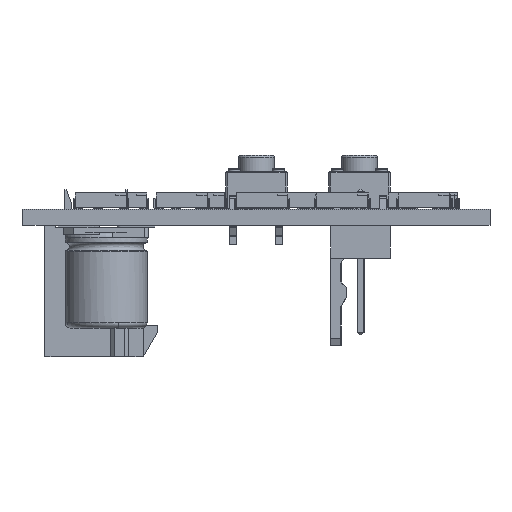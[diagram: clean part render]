
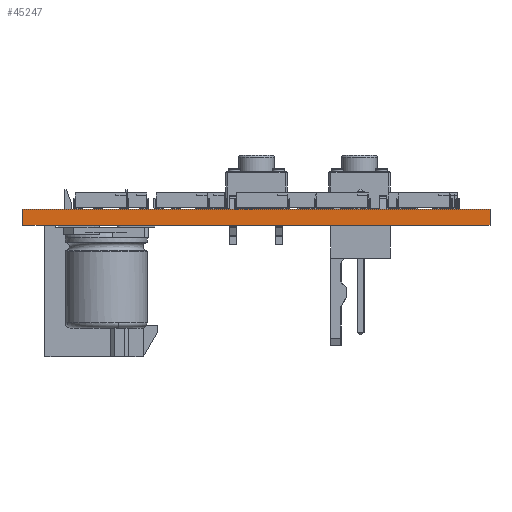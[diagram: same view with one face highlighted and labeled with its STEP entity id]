
A CAD part, front view. The second image highlights one B-rep face of the part: STEP entity #45247.
In plain terms, the highlighted planar face has unit normal (0, -1, 0).
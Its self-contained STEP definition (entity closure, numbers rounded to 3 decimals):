
#45247 = ADVANCED_FACE('',(#45248),#45262,.T.);
#45248 = FACE_BOUND('',#45249,.T.);
#45249 = EDGE_LOOP('',(#45250,#45285,#45313,#45341));
#45250 = ORIENTED_EDGE('',*,*,#45251,.T.);
#45251 = EDGE_CURVE('',#45252,#45254,#45256,.T.);
#45252 = VERTEX_POINT('',#45253);
#45253 = CARTESIAN_POINT('',(0.,-123.508,0.));
#45254 = VERTEX_POINT('',#45255);
#45255 = CARTESIAN_POINT('',(0.,-123.508,1.58));
#45256 = SURFACE_CURVE('',#45257,(#45261,#45273),.PCURVE_S1.);
#45257 = LINE('',#45258,#45259);
#45258 = CARTESIAN_POINT('',(0.,-123.508,0.));
#45259 = VECTOR('',#45260,1.);
#45260 = DIRECTION('',(0.,0.,1.));
#45261 = PCURVE('',#45262,#45267);
#45262 = PLANE('',#45263);
#45263 = AXIS2_PLACEMENT_3D('',#45264,#45265,#45266);
#45264 = CARTESIAN_POINT('',(0.,-123.508,0.));
#45265 = DIRECTION('',(0.,-1.,0.));
#45266 = DIRECTION('',(-1.,0.,0.));
#45267 = DEFINITIONAL_REPRESENTATION('',(#45268),#45272);
#45268 = LINE('',#45269,#45270);
#45269 = CARTESIAN_POINT('',(0.,-0.));
#45270 = VECTOR('',#45271,1.);
#45271 = DIRECTION('',(0.,-1.));
#45272 = ( GEOMETRIC_REPRESENTATION_CONTEXT(2) 
PARAMETRIC_REPRESENTATION_CONTEXT() REPRESENTATION_CONTEXT('2D SPACE',''
  ) );
#45273 = PCURVE('',#45274,#45279);
#45274 = PLANE('',#45275);
#45275 = AXIS2_PLACEMENT_3D('',#45276,#45277,#45278);
#45276 = CARTESIAN_POINT('',(0.,-0.,0.));
#45277 = DIRECTION('',(1.,0.,-0.));
#45278 = DIRECTION('',(0.,-1.,0.));
#45279 = DEFINITIONAL_REPRESENTATION('',(#45280),#45284);
#45280 = LINE('',#45281,#45282);
#45281 = CARTESIAN_POINT('',(123.508,0.));
#45282 = VECTOR('',#45283,1.);
#45283 = DIRECTION('',(0.,-1.));
#45284 = ( GEOMETRIC_REPRESENTATION_CONTEXT(2) 
PARAMETRIC_REPRESENTATION_CONTEXT() REPRESENTATION_CONTEXT('2D SPACE',''
  ) );
#45285 = ORIENTED_EDGE('',*,*,#45286,.T.);
#45286 = EDGE_CURVE('',#45254,#45287,#45289,.T.);
#45287 = VERTEX_POINT('',#45288);
#45288 = CARTESIAN_POINT('',(-45.72,-123.508,1.58));
#45289 = SURFACE_CURVE('',#45290,(#45294,#45301),.PCURVE_S1.);
#45290 = LINE('',#45291,#45292);
#45291 = CARTESIAN_POINT('',(0.,-123.508,1.58));
#45292 = VECTOR('',#45293,1.);
#45293 = DIRECTION('',(-1.,0.,0.));
#45294 = PCURVE('',#45262,#45295);
#45295 = DEFINITIONAL_REPRESENTATION('',(#45296),#45300);
#45296 = LINE('',#45297,#45298);
#45297 = CARTESIAN_POINT('',(0.,-1.58));
#45298 = VECTOR('',#45299,1.);
#45299 = DIRECTION('',(1.,0.));
#45300 = ( GEOMETRIC_REPRESENTATION_CONTEXT(2) 
PARAMETRIC_REPRESENTATION_CONTEXT() REPRESENTATION_CONTEXT('2D SPACE',''
  ) );
#45301 = PCURVE('',#45302,#45307);
#45302 = PLANE('',#45303);
#45303 = AXIS2_PLACEMENT_3D('',#45304,#45305,#45306);
#45304 = CARTESIAN_POINT('',(-19.642,-67.421,1.58));
#45305 = DIRECTION('',(-0.,-0.,-1.));
#45306 = DIRECTION('',(-1.,0.,0.));
#45307 = DEFINITIONAL_REPRESENTATION('',(#45308),#45312);
#45308 = LINE('',#45309,#45310);
#45309 = CARTESIAN_POINT('',(-19.642,-56.086));
#45310 = VECTOR('',#45311,1.);
#45311 = DIRECTION('',(1.,0.));
#45312 = ( GEOMETRIC_REPRESENTATION_CONTEXT(2) 
PARAMETRIC_REPRESENTATION_CONTEXT() REPRESENTATION_CONTEXT('2D SPACE',''
  ) );
#45313 = ORIENTED_EDGE('',*,*,#45314,.F.);
#45314 = EDGE_CURVE('',#45315,#45287,#45317,.T.);
#45315 = VERTEX_POINT('',#45316);
#45316 = CARTESIAN_POINT('',(-45.72,-123.508,0.));
#45317 = SURFACE_CURVE('',#45318,(#45322,#45329),.PCURVE_S1.);
#45318 = LINE('',#45319,#45320);
#45319 = CARTESIAN_POINT('',(-45.72,-123.508,0.));
#45320 = VECTOR('',#45321,1.);
#45321 = DIRECTION('',(0.,0.,1.));
#45322 = PCURVE('',#45262,#45323);
#45323 = DEFINITIONAL_REPRESENTATION('',(#45324),#45328);
#45324 = LINE('',#45325,#45326);
#45325 = CARTESIAN_POINT('',(45.72,0.));
#45326 = VECTOR('',#45327,1.);
#45327 = DIRECTION('',(0.,-1.));
#45328 = ( GEOMETRIC_REPRESENTATION_CONTEXT(2) 
PARAMETRIC_REPRESENTATION_CONTEXT() REPRESENTATION_CONTEXT('2D SPACE',''
  ) );
#45329 = PCURVE('',#45330,#45335);
#45330 = PLANE('',#45331);
#45331 = AXIS2_PLACEMENT_3D('',#45332,#45333,#45334);
#45332 = CARTESIAN_POINT('',(-45.72,-123.508,0.));
#45333 = DIRECTION('',(-1.,0.,0.));
#45334 = DIRECTION('',(0.,1.,0.));
#45335 = DEFINITIONAL_REPRESENTATION('',(#45336),#45340);
#45336 = LINE('',#45337,#45338);
#45337 = CARTESIAN_POINT('',(0.,0.));
#45338 = VECTOR('',#45339,1.);
#45339 = DIRECTION('',(0.,-1.));
#45340 = ( GEOMETRIC_REPRESENTATION_CONTEXT(2) 
PARAMETRIC_REPRESENTATION_CONTEXT() REPRESENTATION_CONTEXT('2D SPACE',''
  ) );
#45341 = ORIENTED_EDGE('',*,*,#45342,.F.);
#45342 = EDGE_CURVE('',#45252,#45315,#45343,.T.);
#45343 = SURFACE_CURVE('',#45344,(#45348,#45355),.PCURVE_S1.);
#45344 = LINE('',#45345,#45346);
#45345 = CARTESIAN_POINT('',(0.,-123.508,0.));
#45346 = VECTOR('',#45347,1.);
#45347 = DIRECTION('',(-1.,0.,0.));
#45348 = PCURVE('',#45262,#45349);
#45349 = DEFINITIONAL_REPRESENTATION('',(#45350),#45354);
#45350 = LINE('',#45351,#45352);
#45351 = CARTESIAN_POINT('',(0.,-0.));
#45352 = VECTOR('',#45353,1.);
#45353 = DIRECTION('',(1.,0.));
#45354 = ( GEOMETRIC_REPRESENTATION_CONTEXT(2) 
PARAMETRIC_REPRESENTATION_CONTEXT() REPRESENTATION_CONTEXT('2D SPACE',''
  ) );
#45355 = PCURVE('',#45356,#45361);
#45356 = PLANE('',#45357);
#45357 = AXIS2_PLACEMENT_3D('',#45358,#45359,#45360);
#45358 = CARTESIAN_POINT('',(-19.642,-67.421,0.));
#45359 = DIRECTION('',(-0.,-0.,-1.));
#45360 = DIRECTION('',(-1.,0.,0.));
#45361 = DEFINITIONAL_REPRESENTATION('',(#45362),#45366);
#45362 = LINE('',#45363,#45364);
#45363 = CARTESIAN_POINT('',(-19.642,-56.086));
#45364 = VECTOR('',#45365,1.);
#45365 = DIRECTION('',(1.,0.));
#45366 = ( GEOMETRIC_REPRESENTATION_CONTEXT(2) 
PARAMETRIC_REPRESENTATION_CONTEXT() REPRESENTATION_CONTEXT('2D SPACE',''
  ) );
